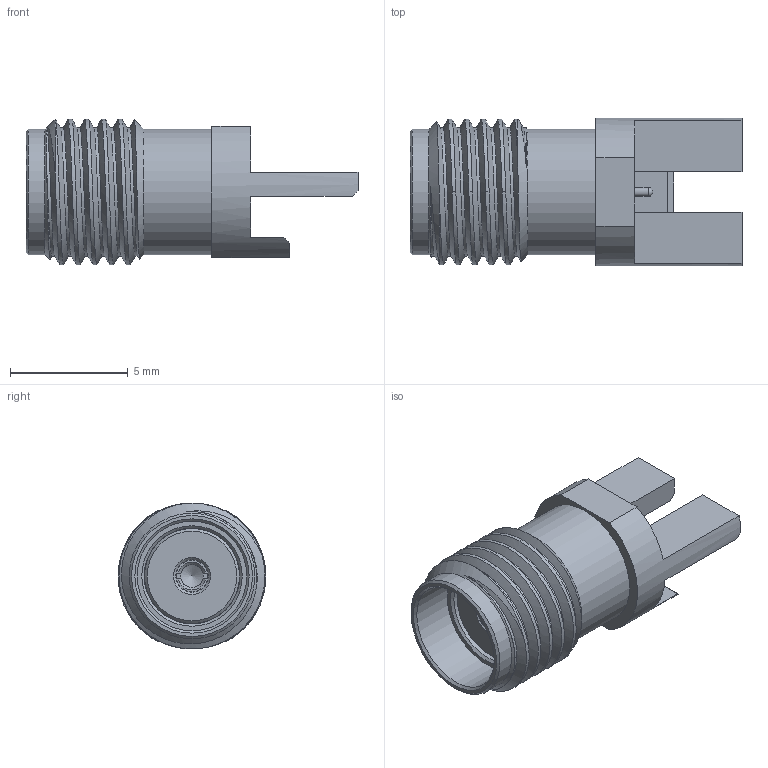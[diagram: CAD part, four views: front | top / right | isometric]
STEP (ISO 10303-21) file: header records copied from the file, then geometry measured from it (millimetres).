
FILE_DESCRIPTION(/* description */ (''),/* implementation_level */ '2;1');
FILE_NAME(/* name */ '901-10513-2.step',/* time_stamp */ '2026-02-11T11:29:33-08:00',/* author */ (''),/* organization */ (''),/* preprocessor_version */ 'ST-DEVELOPER v20.1',/* originating_system */ 'Autodesk Translation Framework v14.24.0.0',/* authorisation */ '');
FILE_SCHEMA (('AUTOMOTIVE_DESIGN { 1 0 10303 214 3 1 1 }'));
Length unit declared in the file: millimetre
Products named in the file (1): 901-10513-2_SW0001
Bounding box: 14.08 x 6.27 x 6.19 mm (x, y, z)
Volume: 229.6 mm3; surface area: 487 mm2
Topology: 1 solids, 1 shells, 76 faces, 189 edges, 123 vertices
Faces by surface type: plane 33, cylinder 20, cone 13, bspline 9, sphere 1
Full cylindrical faces by diameter (mm): 0.38 x1, 0.39 x1, 0.97 x1, 1.23 x1, 1.283 x1, 1.3 x1, 1.37 x1, 4.03 x1, 4.06 x1, 4.65 x1, 5.33 x2, 6.19 x4
Entity records: 6633 total; most frequent: CARTESIAN_POINT 4827, ORIENTED_EDGE 374, DIRECTION 353, EDGE_CURVE 187, AXIS2_PLACEMENT_3D 135, VERTEX_POINT 123, EDGE_LOOP 86, LINE 83
